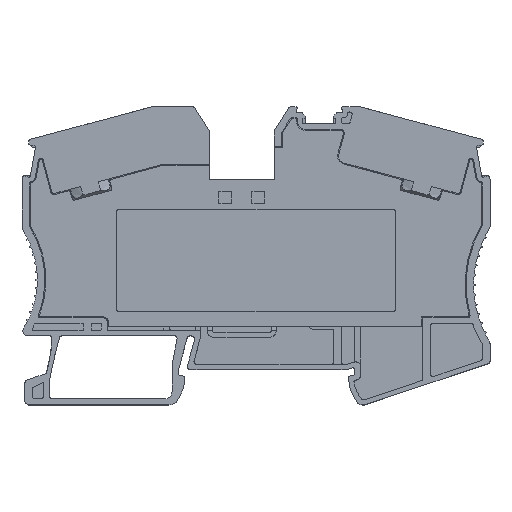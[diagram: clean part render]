
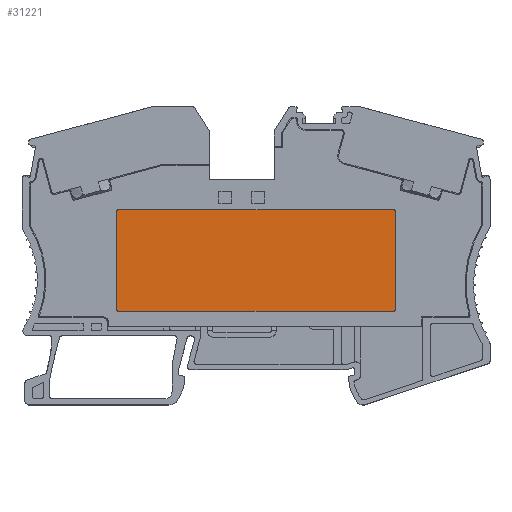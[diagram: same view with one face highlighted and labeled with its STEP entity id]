
A CAD part, top view. The second image highlights one B-rep face of the part: STEP entity #31221.
In plain terms, the highlighted planar face has unit normal (0, 0, 1).
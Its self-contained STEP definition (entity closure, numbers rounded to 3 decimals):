
#10219=CARTESIAN_POINT('',(-27.,30.9,7.8));
#10220=DIRECTION('',(0.,0.,1.));
#10221=DIRECTION('',(0.,1.,0.));
#10222=AXIS2_PLACEMENT_3D('',#10219,#10220,#10221);
#10224=DIRECTION('',(-1.,0.,0.));
#10225=VECTOR('',#10224,54.);
#10226=CARTESIAN_POINT('',(27.,31.4,7.8));
#10227=LINE('',#10226,#10225);
#10228=CARTESIAN_POINT('',(27.,30.9,7.8));
#10229=DIRECTION('',(0.,0.,1.));
#10230=DIRECTION('',(1.,0.,0.));
#10231=AXIS2_PLACEMENT_3D('',#10228,#10229,#10230);
#10233=DIRECTION('',(0.,1.,0.));
#10234=VECTOR('',#10233,19.);
#10235=CARTESIAN_POINT('',(27.5,11.9,7.8));
#10236=LINE('',#10235,#10234);
#10237=CARTESIAN_POINT('',(27.,11.9,7.8));
#10238=DIRECTION('',(0.,0.,1.));
#10239=DIRECTION('',(0.,-1.,0.));
#10240=AXIS2_PLACEMENT_3D('',#10237,#10238,#10239);
#10242=DIRECTION('',(1.,0.,0.));
#10243=VECTOR('',#10242,54.);
#10244=CARTESIAN_POINT('',(-27.,11.4,7.8));
#10245=LINE('',#10244,#10243);
#10246=CARTESIAN_POINT('',(-27.,11.9,7.8));
#10247=DIRECTION('',(0.,0.,1.));
#10248=DIRECTION('',(-1.,0.,0.));
#10249=AXIS2_PLACEMENT_3D('',#10246,#10247,#10248);
#10251=DIRECTION('',(0.,-1.,0.));
#10252=VECTOR('',#10251,19.);
#10253=CARTESIAN_POINT('',(-27.5,30.9,7.8));
#10254=LINE('',#10253,#10252);
#17801=CARTESIAN_POINT('',(-27.,31.4,7.8));
#17802=CARTESIAN_POINT('',(-27.5,30.9,7.8));
#17803=VERTEX_POINT('',#17801);
#17804=VERTEX_POINT('',#17802);
#17805=CARTESIAN_POINT('',(-27.5,11.9,7.8));
#17806=VERTEX_POINT('',#17805);
#17807=CARTESIAN_POINT('',(-27.,11.4,7.8));
#17808=VERTEX_POINT('',#17807);
#17809=CARTESIAN_POINT('',(27.,11.4,7.8));
#17810=VERTEX_POINT('',#17809);
#17811=CARTESIAN_POINT('',(27.5,11.9,7.8));
#17812=VERTEX_POINT('',#17811);
#17813=CARTESIAN_POINT('',(27.5,30.9,7.8));
#17814=VERTEX_POINT('',#17813);
#17815=CARTESIAN_POINT('',(27.,31.4,7.8));
#17816=VERTEX_POINT('',#17815);
#31206=CARTESIAN_POINT('',(0.,0.,7.8));
#31207=DIRECTION('',(0.,0.,1.));
#31208=DIRECTION('',(1.,0.,0.));
#31209=AXIS2_PLACEMENT_3D('',#31206,#31207,#31208);
#31210=PLANE('',#31209);
#31211=ORIENTED_EDGE('',*,*,#31102,.F.);
#31212=ORIENTED_EDGE('',*,*,#31117,.F.);
#31213=ORIENTED_EDGE('',*,*,#31131,.F.);
#31214=ORIENTED_EDGE('',*,*,#31145,.F.);
#31215=ORIENTED_EDGE('',*,*,#31159,.F.);
#31216=ORIENTED_EDGE('',*,*,#31173,.F.);
#31217=ORIENTED_EDGE('',*,*,#31187,.F.);
#31218=ORIENTED_EDGE('',*,*,#31200,.F.);
#31219=EDGE_LOOP('',(#31211,#31212,#31213,#31214,#31215,#31216,#31217,#31218));
#31220=FACE_OUTER_BOUND('',#31219,.F.);
#31221=ADVANCED_FACE('',(#31220),#31210,.T.);
#10223=CIRCLE('',#10222,0.5);
#10232=CIRCLE('',#10231,0.5);
#10241=CIRCLE('',#10240,0.5);
#10250=CIRCLE('',#10249,0.5);
#31102=EDGE_CURVE('',#17803,#17804,#10223,.T.);
#31117=EDGE_CURVE('',#17816,#17803,#10227,.T.);
#31131=EDGE_CURVE('',#17814,#17816,#10232,.T.);
#31145=EDGE_CURVE('',#17812,#17814,#10236,.T.);
#31159=EDGE_CURVE('',#17810,#17812,#10241,.T.);
#31173=EDGE_CURVE('',#17808,#17810,#10245,.T.);
#31187=EDGE_CURVE('',#17806,#17808,#10250,.T.);
#31200=EDGE_CURVE('',#17804,#17806,#10254,.T.);
